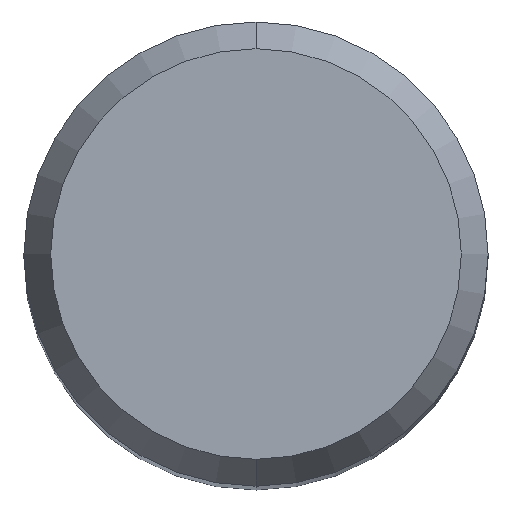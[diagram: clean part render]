
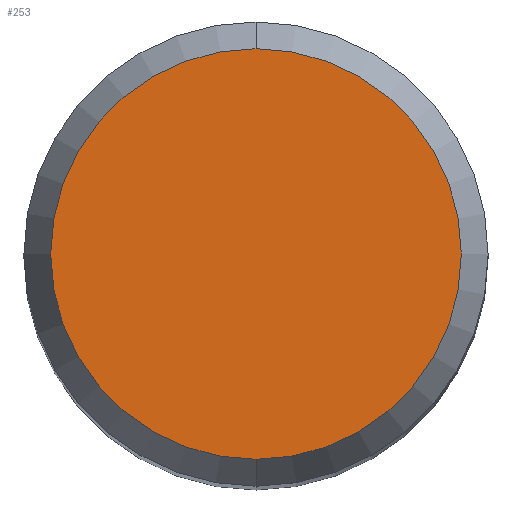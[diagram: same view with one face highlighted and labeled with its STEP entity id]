
A CAD part, top view. The second image highlights one B-rep face of the part: STEP entity #253.
In plain terms, the highlighted planar face has unit normal (0, 0, 1).
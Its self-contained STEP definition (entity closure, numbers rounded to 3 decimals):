
#213=VERTEX_POINT('',#506);
#253=ADVANCED_FACE('',(#548),#549,.T.);
#323=EDGE_CURVE('',#353,#213,#632,.T.);
#353=VERTEX_POINT('',#665);
#399=EDGE_CURVE('',#213,#353,#715,.T.);
#506=CARTESIAN_POINT('',(0.,-4.423,46.874));
#548=FACE_OUTER_BOUND('',#1024,.T.);
#549=PLANE('',#1025);
#632=CIRCLE('',#1146,4.423);
#665=CARTESIAN_POINT('',(0.0,4.423,46.874));
#715=CIRCLE('',#1312,4.423);
#1024=EDGE_LOOP('',(#1470,#1471));
#1025=AXIS2_PLACEMENT_3D('',#1472,#1473,#1474);
#1146=AXIS2_PLACEMENT_3D('',#1613,#1614,#1615);
#1312=AXIS2_PLACEMENT_3D('',#1704,#1705,#1706);
#1470=ORIENTED_EDGE('',*,*,#323,.F.);
#1471=ORIENTED_EDGE('',*,*,#399,.F.);
#1472=CARTESIAN_POINT('',(0.0,2.211,46.874));
#1473=DIRECTION('',(-0.0,0.0,1.0));
#1474=DIRECTION('',(0.0,-1.0,0.0));
#1613=CARTESIAN_POINT('',(0.0,0.0,46.874));
#1614=DIRECTION('',(0.0,0.0,-1.0));
#1615=DIRECTION('',(0.0,1.0,0.0));
#1704=CARTESIAN_POINT('',(0.0,0.0,46.874));
#1705=DIRECTION('',(0.0,0.0,-1.0));
#1706=DIRECTION('',(0.0,1.0,0.0));
